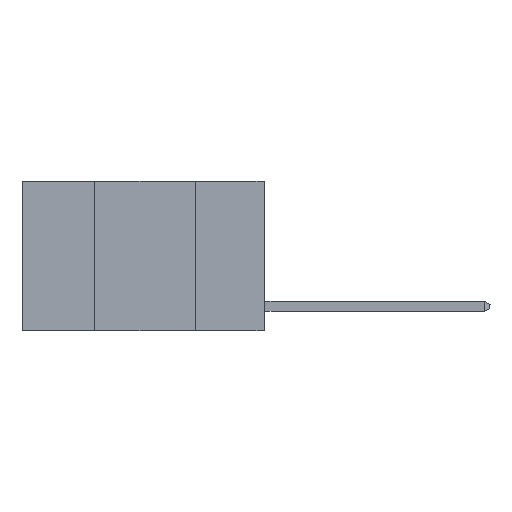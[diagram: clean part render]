
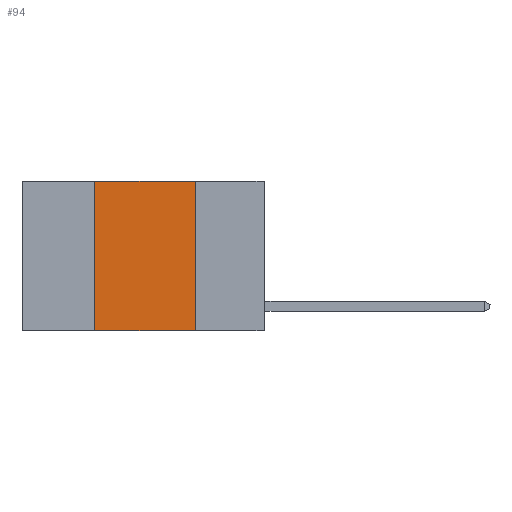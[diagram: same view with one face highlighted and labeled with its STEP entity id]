
A CAD part, left-side view. The second image highlights one B-rep face of the part: STEP entity #94.
In plain terms, the highlighted planar face has unit normal (-1, 0, 0).
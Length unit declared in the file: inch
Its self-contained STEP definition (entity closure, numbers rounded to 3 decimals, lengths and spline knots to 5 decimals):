
#43 = VERTEX_POINT ( 'NONE', #5897 ) ;
#94 = ADVANCED_FACE ( 'NONE', ( #5000 ), #8752, .F. ) ;
#298 = EDGE_CURVE ( 'NONE', #43, #10683, #3980, .T. ) ;
#733 = EDGE_CURVE ( 'NONE', #9628, #43, #10052, .T. ) ;
#1903 = VECTOR ( 'NONE', #6704, 39.37008 ) ;
#2359 = AXIS2_PLACEMENT_3D ( 'NONE', #10709, #4016, #8884 ) ;
#3177 = CARTESIAN_POINT ( 'NONE',  ( 0., 0.17, 0. ) ) ;
#3980 = LINE ( 'NONE', #3177, #9484 ) ;
#4016 = DIRECTION ( 'NONE',  ( 1., 0., 0. ) ) ;
#4260 = CARTESIAN_POINT ( 'NONE',  ( 0., 0.6, -0.37 ) ) ;
#4596 = ORIENTED_EDGE ( 'NONE', *, *, #9240, .T. ) ;
#4659 = LINE ( 'NONE', #11217, #1903 ) ;
#4661 = CARTESIAN_POINT ( 'NONE',  ( 0., 0.17, -0.37 ) ) ;
#5000 = FACE_OUTER_BOUND ( 'NONE', #9284, .T. ) ;
#5897 = CARTESIAN_POINT ( 'NONE',  ( 0., 0.17, 0. ) ) ;
#6320 = ORIENTED_EDGE ( 'NONE', *, *, #733, .F. ) ;
#6704 = DIRECTION ( 'NONE',  ( 0., 0., 1. ) ) ;
#6915 = CARTESIAN_POINT ( 'NONE',  ( 0., 0.42, -0.37 ) ) ;
#7315 = DIRECTION ( 'NONE',  ( 0., -1., 0. ) ) ;
#7632 = ORIENTED_EDGE ( 'NONE', *, *, #9595, .F. ) ;
#8752 = PLANE ( 'NONE',  #2359 ) ;
#8884 = DIRECTION ( 'NONE',  ( 0., 0., -1. ) ) ;
#8963 = ORIENTED_EDGE ( 'NONE', *, *, #298, .F. ) ;
#9226 = VERTEX_POINT ( 'NONE', #6915 ) ;
#9240 = EDGE_CURVE ( 'NONE', #9226, #10683, #11671, .T. ) ;
#9284 = EDGE_LOOP ( 'NONE', ( #8963, #6320, #7632, #4596 ) ) ;
#9378 = VECTOR ( 'NONE', #9962, 39.37008 ) ;
#9450 = CARTESIAN_POINT ( 'NONE',  ( 0., 0.42, 0. ) ) ;
#9484 = VECTOR ( 'NONE', #10382, 39.37008 ) ;
#9595 = EDGE_CURVE ( 'NONE', #9226, #9628, #4659, .T. ) ;
#9628 = VERTEX_POINT ( 'NONE', #9450 ) ;
#9962 = DIRECTION ( 'NONE',  ( 0., -1., 0. ) ) ;
#10052 = LINE ( 'NONE', #11947, #11292 ) ;
#10382 = DIRECTION ( 'NONE',  ( 0., 0., -1. ) ) ;
#10683 = VERTEX_POINT ( 'NONE', #4661 ) ;
#10709 = CARTESIAN_POINT ( 'NONE',  ( 0., 0.6, 0. ) ) ;
#11217 = CARTESIAN_POINT ( 'NONE',  ( 0., 0.42, 0. ) ) ;
#11292 = VECTOR ( 'NONE', #7315, 39.37008 ) ;
#11671 = LINE ( 'NONE', #4260, #9378 ) ;
#11947 = CARTESIAN_POINT ( 'NONE',  ( 0., 0.6, 0. ) ) ;
